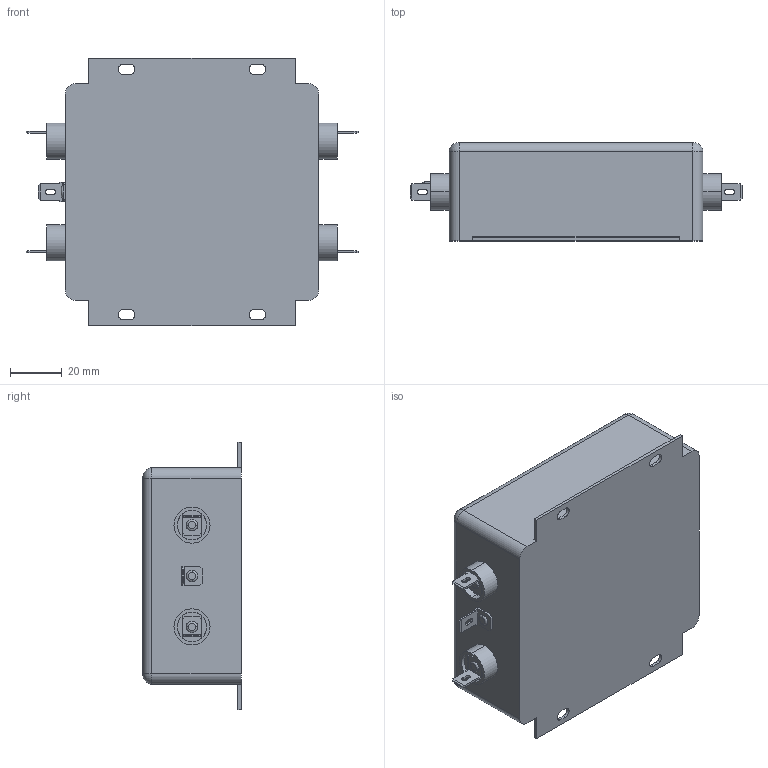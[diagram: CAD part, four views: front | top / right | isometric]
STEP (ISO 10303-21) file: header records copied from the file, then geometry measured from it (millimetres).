
FILE_DESCRIPTION (( 'STEP AP203' ), '1' );
FILE_NAME ('20DWGG5.STEP', '2018-10-22T02:51:13', ( '' ), ( '' ), 'SwSTEP 2.0', 'SolidWorks 2016', '' );
FILE_SCHEMA (( 'CONFIG_CONTROL_DESIGN' ));
Length unit declared in the file: millimetre
Products named in the file (4): 3350190000-1; 85020004; 3240070200
Assembly tree (10 placements, depth 2):
  85020004
    85020004
    3240070200  x4
    3350190000-1  x5
Bounding box: 128.9 x 38.1 x 104 mm (x, y, z)
Volume: 319183.6 mm3; surface area: 37595.9 mm2
Topology: 10 solids, 10 shells, 276 faces, 691 edges, 448 vertices
Faces by surface type: plane 175, cylinder 87, torus 14
Entity records: 4045 total; most frequent: DIRECTION 645, CARTESIAN_POINT 588, ORIENTED_EDGE 562, EDGE_CURVE 281, AXIS2_PLACEMENT_3D 237, VERTEX_POINT 180, VECTOR 171, LINE 171
